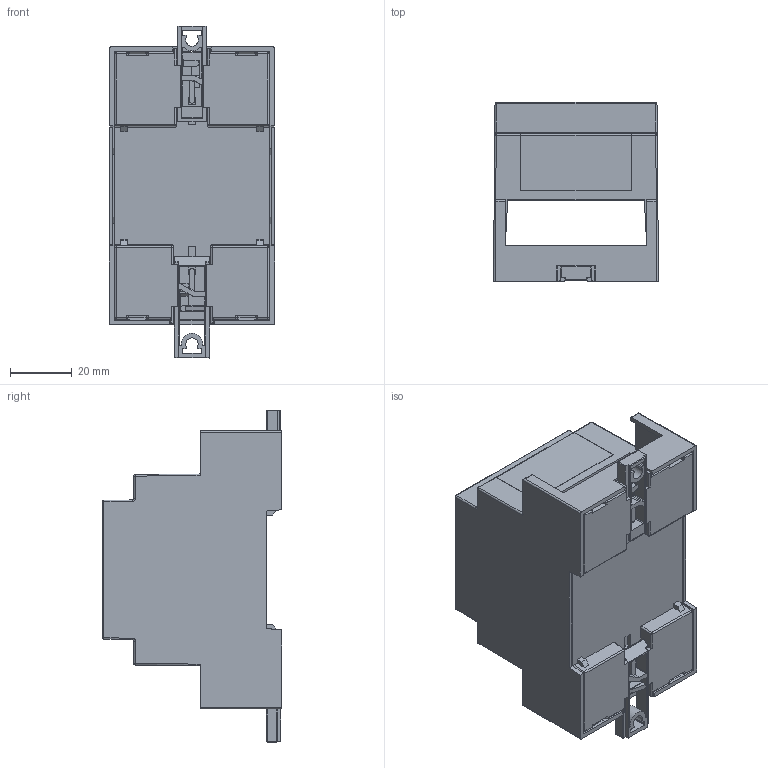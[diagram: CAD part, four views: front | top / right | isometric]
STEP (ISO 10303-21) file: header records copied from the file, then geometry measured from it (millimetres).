
FILE_DESCRIPTION (( 'STEP AP203' ), '1' );
FILE_NAME ('CNMB-3-2.STEP', '2020-04-07T14:49:52', ( '' ), ( '' ), 'SwSTEP 2.0', 'SolidWorks 2020', '' );
FILE_SCHEMA (( 'CONFIG_CONTROL_DESIGN' ));
Length unit declared in the file: millimetre
Products named in the file (5): CNMB-3-2; CNMB-3-2-Top; CNMB-3-Base; CNMB-CW; CNMB-CB
Assembly tree (4 placements, depth 2):
  CNMB-3-2
    CNMB-3-Base
    CNMB-3-2-Top
    CNMB-CW
    CNMB-CB
Bounding box: 53.4 x 58 x 107.4 mm (x, y, z)
Volume: 31503.1 mm3; surface area: 45552.6 mm2
Topology: 10 solids, 10 shells, 941 faces, 2503 edges, 1556 vertices
Faces by surface type: plane 588, cylinder 245, bspline 104, cone 4
Entity records: 34136 total; most frequent: CARTESIAN_POINT 11487, ORIENTED_EDGE 4930, DIRECTION 4054, EDGE_CURVE 2465, VECTOR 1846, LINE 1846, VERTEX_POINT 1556, AXIS2_PLACEMENT_3D 1104
